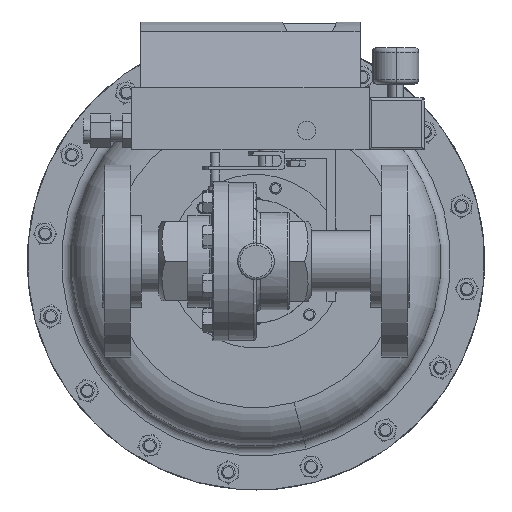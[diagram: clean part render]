
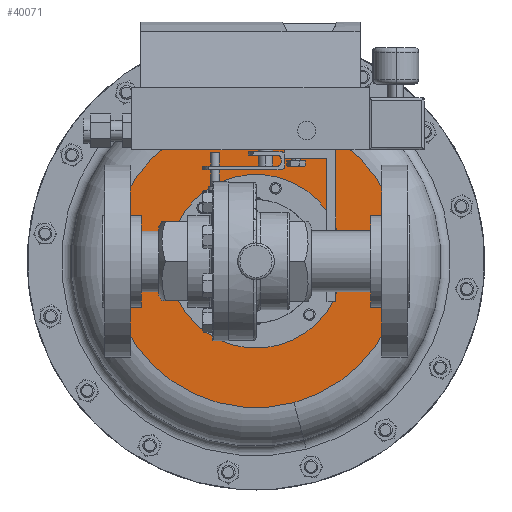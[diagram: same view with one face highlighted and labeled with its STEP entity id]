
A CAD part, front view. The second image highlights one B-rep face of the part: STEP entity #40071.
In plain terms, the highlighted planar face has unit normal (0, -1, 0).
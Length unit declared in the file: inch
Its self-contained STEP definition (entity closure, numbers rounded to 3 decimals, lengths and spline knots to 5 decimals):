
#153 = EDGE_CURVE ( 'NONE', #11908, #8710, #41493, .T. ) ;
#272 = VERTEX_POINT ( 'NONE', #28575 ) ;
#557 = DIRECTION ( 'NONE',  ( -0.707, 0., -0.707 ) ) ;
#2492 = EDGE_CURVE ( 'NONE', #8710, #11908, #10368, .T. ) ;
#2991 = ORIENTED_EDGE ( 'NONE', *, *, #29056, .F. ) ;
#5018 = FACE_BOUND ( 'NONE', #39495, .T. ) ;
#7230 = CIRCLE ( 'NONE', #28634, 4. ) ;
#7322 = AXIS2_PLACEMENT_3D ( 'NONE', #41043, #20976, #557 ) ;
#8603 = DIRECTION ( 'NONE',  ( 0., 1., 0. ) ) ;
#8710 = VERTEX_POINT ( 'NONE', #32487 ) ;
#10368 = CIRCLE ( 'NONE', #19643, 2.375 ) ;
#11908 = VERTEX_POINT ( 'NONE', #17478 ) ;
#16075 = EDGE_CURVE ( 'NONE', #272, #31040, #7230, .T. ) ;
#16836 = PLANE ( 'NONE',  #36890 ) ;
#17478 = CARTESIAN_POINT ( 'NONE',  ( 3.96251, 9.57865, 5.55309 ) ) ;
#18178 = CARTESIAN_POINT ( 'NONE',  ( 1.24785, 9.57865, 7.73741 ) ) ;
#19643 = AXIS2_PLACEMENT_3D ( 'NONE', #30829, #30912, #30968 ) ;
#20507 = CIRCLE ( 'NONE', #31763, 4. ) ;
#20966 = FACE_OUTER_BOUND ( 'NONE', #41993, .T. ) ;
#20976 = DIRECTION ( 'NONE',  ( 0., 1., 0. ) ) ;
#23563 = DIRECTION ( 'NONE',  ( -0.259, 0., 0.966 ) ) ;
#28575 = CARTESIAN_POINT ( 'NONE',  ( 3.3184, 9.57865, 0.01 ) ) ;
#28634 = AXIS2_PLACEMENT_3D ( 'NONE', #42745, #40737, #41211 ) ;
#28768 = CARTESIAN_POINT ( 'NONE',  ( 2.28313, 9.57865, 3.87371 ) ) ;
#29056 = EDGE_CURVE ( 'NONE', #31040, #272, #20507, .T. ) ;
#29713 = ORIENTED_EDGE ( 'NONE', *, *, #2492, .T. ) ;
#30829 = CARTESIAN_POINT ( 'NONE',  ( 2.28313, 9.57865, 3.87371 ) ) ;
#30912 = DIRECTION ( 'NONE',  ( 0., 1., 0. ) ) ;
#30968 = DIRECTION ( 'NONE',  ( -0.707, 0., -0.707 ) ) ;
#31040 = VERTEX_POINT ( 'NONE', #18178 ) ;
#31763 = AXIS2_PLACEMENT_3D ( 'NONE', #28768, #8603, #32087 ) ;
#32087 = DIRECTION ( 'NONE',  ( 0.259, 0., -0.966 ) ) ;
#32124 = ORIENTED_EDGE ( 'NONE', *, *, #16075, .F. ) ;
#32487 = CARTESIAN_POINT ( 'NONE',  ( 0.60375, 9.57865, 2.19433 ) ) ;
#36890 = AXIS2_PLACEMENT_3D ( 'NONE', #40255, #43684, #23563 ) ;
#39495 = EDGE_LOOP ( 'NONE', ( #42828, #29713 ) ) ;
#40071 = ADVANCED_FACE ( 'NONE', ( #20966, #5018 ), #16836, .T. ) ;
#40255 = CARTESIAN_POINT ( 'NONE',  ( -1.58058, 9.57865, 2.83843 ) ) ;
#40737 = DIRECTION ( 'NONE',  ( 0., 1., 0. ) ) ;
#41043 = CARTESIAN_POINT ( 'NONE',  ( 2.28313, 9.57865, 3.87371 ) ) ;
#41211 = DIRECTION ( 'NONE',  ( 0.259, 0., -0.966 ) ) ;
#41493 = CIRCLE ( 'NONE', #7322, 2.375 ) ;
#41993 = EDGE_LOOP ( 'NONE', ( #32124, #2991 ) ) ;
#42745 = CARTESIAN_POINT ( 'NONE',  ( 2.28313, 9.57865, 3.87371 ) ) ;
#42828 = ORIENTED_EDGE ( 'NONE', *, *, #153, .T. ) ;
#43684 = DIRECTION ( 'NONE',  ( 0., -1., 0. ) ) ;
